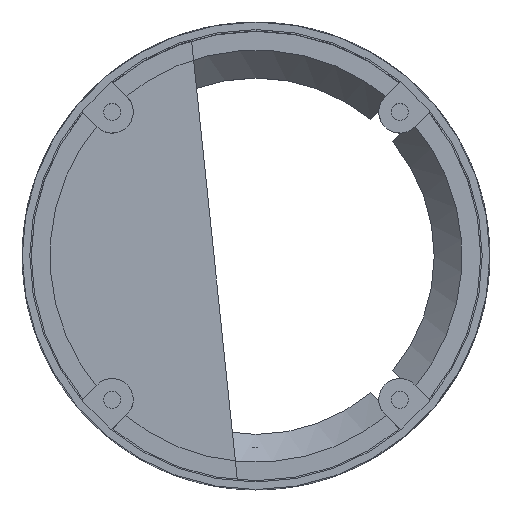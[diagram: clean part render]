
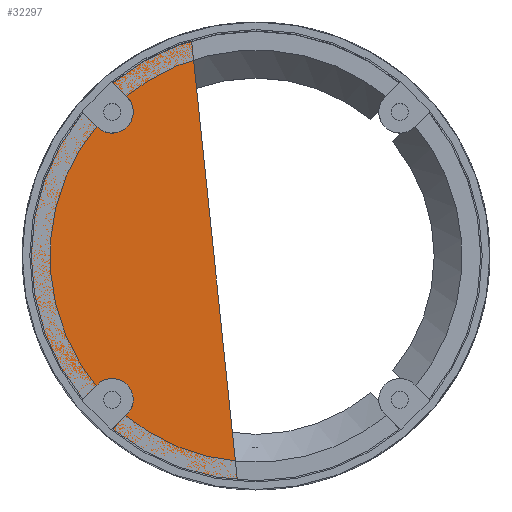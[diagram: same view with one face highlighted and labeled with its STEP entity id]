
A CAD part, top view. The second image highlights one B-rep face of the part: STEP entity #32297.
In plain terms, the highlighted face is planar.
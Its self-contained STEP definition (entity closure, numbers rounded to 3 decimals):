
#983=PLANE('',#34277);
#2127=FACE_OUTER_BOUND('',#3733,.T.);
#3733=EDGE_LOOP('',(#22833,#22834,#22835));
#6480=CIRCLE('',#34276,46.25);
#6481=CIRCLE('',#34278,46.25);
#6482=CIRCLE('',#34279,46.25);
#14592=VERTEX_POINT('',#48507);
#14593=VERTEX_POINT('',#48509);
#14594=VERTEX_POINT('',#48513);
#17787=EDGE_CURVE('',#14592,#14593,#6480,.T.);
#17788=EDGE_CURVE('',#14592,#14594,#6481,.T.);
#17789=EDGE_CURVE('',#14594,#14593,#6482,.T.);
#22833=ORIENTED_EDGE('',*,*,#17788,.F.);
#22834=ORIENTED_EDGE('',*,*,#17787,.T.);
#22835=ORIENTED_EDGE('',*,*,#17789,.F.);
#32297=ADVANCED_FACE('',(#2127),#983,.T.);
#34276=AXIS2_PLACEMENT_3D('',#48511,#38274,#38275);
#34277=AXIS2_PLACEMENT_3D('',#48512,#38276,#38277);
#34278=AXIS2_PLACEMENT_3D('',#48514,#38278,#38279);
#34279=AXIS2_PLACEMENT_3D('',#48515,#38280,#38281);
#38274=DIRECTION('center_axis',(0.,0.,1.));
#38275=DIRECTION('ref_axis',(1.,0.,0.));
#38276=DIRECTION('center_axis',(0.,0.,1.));
#38277=DIRECTION('ref_axis',(1.,0.,0.));
#38278=DIRECTION('center_axis',(0.,0.,1.));
#38279=DIRECTION('ref_axis',(1.,0.,0.));
#38280=DIRECTION('center_axis',(0.,0.,1.));
#38281=DIRECTION('ref_axis',(1.,0.,0.));
#48507=CARTESIAN_POINT('',(0.116,46.25,8.));
#48509=CARTESIAN_POINT('',(-0.116,-46.25,8.));
#48511=CARTESIAN_POINT('Origin',(-0.001,0.,
8.));
#48512=CARTESIAN_POINT('Origin',(-0.001,0.,
8.));
#48513=CARTESIAN_POINT('',(-46.25,0.,8.));
#48514=CARTESIAN_POINT('Origin',(0.,0.,8.));
#48515=CARTESIAN_POINT('Origin',(0.,0.,8.));
